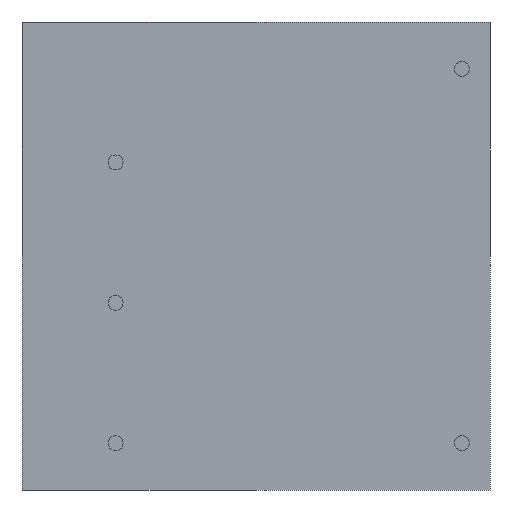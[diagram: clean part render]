
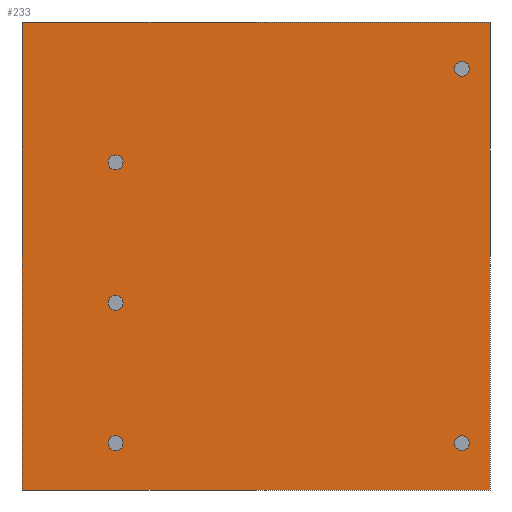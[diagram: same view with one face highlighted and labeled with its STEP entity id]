
A CAD part, front view. The second image highlights one B-rep face of the part: STEP entity #233.
In plain terms, the highlighted planar face has unit normal (0, -1, 0).
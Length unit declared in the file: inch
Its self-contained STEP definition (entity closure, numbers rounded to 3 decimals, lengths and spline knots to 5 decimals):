
#14=FACE_BOUND('',#65,.T.);
#15=FACE_BOUND('',#66,.T.);
#16=FACE_BOUND('',#67,.T.);
#17=FACE_BOUND('',#68,.T.);
#18=FACE_BOUND('',#69,.T.);
#32=PLANE('',#273);
#48=FACE_OUTER_BOUND('',#64,.T.);
#64=EDGE_LOOP('',(#192,#193,#194,#195));
#65=EDGE_LOOP('',(#196));
#66=EDGE_LOOP('',(#197));
#67=EDGE_LOOP('',(#198));
#68=EDGE_LOOP('',(#199));
#69=EDGE_LOOP('',(#200));
#83=LINE('',#397,#100);
#84=LINE('',#399,#101);
#85=LINE('',#401,#102);
#86=LINE('',#402,#103);
#100=VECTOR('',#333,0.3937);
#101=VECTOR('',#334,0.3937);
#102=VECTOR('',#335,0.3937);
#103=VECTOR('',#336,0.3937);
#109=CIRCLE('',#254,0.008);
#111=CIRCLE('',#258,0.008);
#113=CIRCLE('',#262,0.008);
#115=CIRCLE('',#266,0.008);
#117=CIRCLE('',#270,0.008);
#119=VERTEX_POINT('',#353);
#121=VERTEX_POINT('',#360);
#123=VERTEX_POINT('',#367);
#125=VERTEX_POINT('',#374);
#127=VERTEX_POINT('',#381);
#132=VERTEX_POINT('',#395);
#133=VERTEX_POINT('',#396);
#134=VERTEX_POINT('',#398);
#135=VERTEX_POINT('',#400);
#138=EDGE_CURVE('',#119,#119,#109,.T.);
#141=EDGE_CURVE('',#121,#121,#111,.T.);
#144=EDGE_CURVE('',#123,#123,#113,.T.);
#147=EDGE_CURVE('',#125,#125,#115,.T.);
#150=EDGE_CURVE('',#127,#127,#117,.T.);
#155=EDGE_CURVE('',#132,#133,#83,.T.);
#156=EDGE_CURVE('',#133,#134,#84,.T.);
#157=EDGE_CURVE('',#134,#135,#85,.T.);
#158=EDGE_CURVE('',#135,#132,#86,.T.);
#192=ORIENTED_EDGE('',*,*,#155,.T.);
#193=ORIENTED_EDGE('',*,*,#156,.T.);
#194=ORIENTED_EDGE('',*,*,#157,.T.);
#195=ORIENTED_EDGE('',*,*,#158,.T.);
#196=ORIENTED_EDGE('',*,*,#138,.T.);
#197=ORIENTED_EDGE('',*,*,#141,.T.);
#198=ORIENTED_EDGE('',*,*,#144,.T.);
#199=ORIENTED_EDGE('',*,*,#147,.T.);
#200=ORIENTED_EDGE('',*,*,#150,.T.);
#233=ADVANCED_FACE('',(#48,#14,#15,#16,#17,#18),#32,.F.);
#254=AXIS2_PLACEMENT_3D('',#355,#285,#286);
#258=AXIS2_PLACEMENT_3D('',#362,#294,#295);
#262=AXIS2_PLACEMENT_3D('',#369,#303,#304);
#266=AXIS2_PLACEMENT_3D('',#376,#312,#313);
#270=AXIS2_PLACEMENT_3D('',#383,#321,#322);
#273=AXIS2_PLACEMENT_3D('',#394,#331,#332);
#285=DIRECTION('center_axis',(0.,1.,0.));
#286=DIRECTION('ref_axis',(1.,0.,0.));
#294=DIRECTION('center_axis',(0.,1.,0.));
#295=DIRECTION('ref_axis',(1.,0.,0.));
#303=DIRECTION('center_axis',(0.,1.,0.));
#304=DIRECTION('ref_axis',(1.,0.,0.));
#312=DIRECTION('center_axis',(0.,1.,0.));
#313=DIRECTION('ref_axis',(1.,0.,0.));
#321=DIRECTION('center_axis',(0.,1.,0.));
#322=DIRECTION('ref_axis',(1.,0.,0.));
#331=DIRECTION('center_axis',(0.,1.,0.));
#332=DIRECTION('ref_axis',(0.,0.,-1.));
#333=DIRECTION('',(1.,0.,0.));
#334=DIRECTION('',(0.,0.,1.));
#335=DIRECTION('',(-1.,0.,0.));
#336=DIRECTION('',(0.,0.,-1.));
#353=CARTESIAN_POINT('',(-0.038,0.,-0.05));
#355=CARTESIAN_POINT('Origin',(-0.03,0.,-0.05));
#360=CARTESIAN_POINT('',(-0.408,0.,-0.15));
#362=CARTESIAN_POINT('Origin',(-0.4,0.,-0.15));
#367=CARTESIAN_POINT('',(-0.038,0.,-0.45));
#369=CARTESIAN_POINT('Origin',(-0.03,0.,-0.45));
#374=CARTESIAN_POINT('',(-0.408,0.,-0.3));
#376=CARTESIAN_POINT('Origin',(-0.4,0.,-0.3));
#381=CARTESIAN_POINT('',(-0.408,0.,-0.45));
#383=CARTESIAN_POINT('Origin',(-0.4,0.,-0.45));
#394=CARTESIAN_POINT('Origin',(-0.25,0.,-0.25));
#395=CARTESIAN_POINT('',(-0.5,0.,-0.5));
#396=CARTESIAN_POINT('',(0.,0.,-0.5));
#397=CARTESIAN_POINT('',(-0.25,0.,-0.5));
#398=CARTESIAN_POINT('',(0.,0.,0.));
#399=CARTESIAN_POINT('',(0.,0.,-0.25));
#400=CARTESIAN_POINT('',(-0.5,0.,0.));
#401=CARTESIAN_POINT('',(-0.25,0.,0.));
#402=CARTESIAN_POINT('',(-0.5,0.,-0.25));
